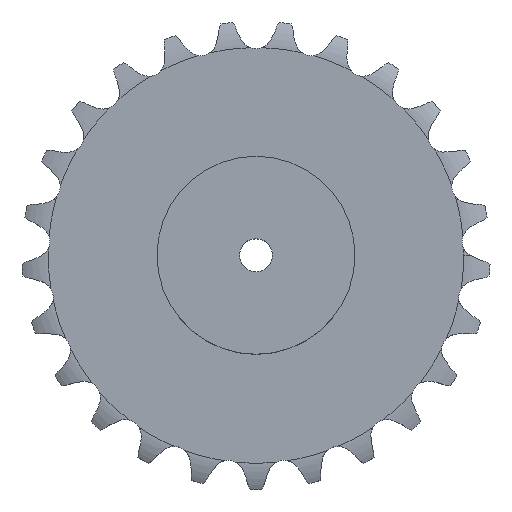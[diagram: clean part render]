
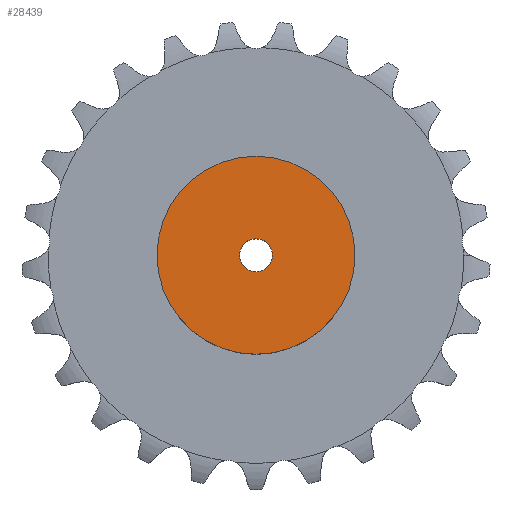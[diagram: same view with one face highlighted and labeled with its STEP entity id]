
A CAD part, top view. The second image highlights one B-rep face of the part: STEP entity #28439.
In plain terms, the highlighted planar face has unit normal (0, 0, 1).
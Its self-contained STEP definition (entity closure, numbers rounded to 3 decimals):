
#3465 = CYLINDRICAL_SURFACE('',#3466,90.);
#3466 = AXIS2_PLACEMENT_3D('',#3467,#3468,#3469);
#3467 = CARTESIAN_POINT('',(0.,0.,0.));
#3468 = DIRECTION('',(-0.,-0.,-1.));
#3469 = DIRECTION('',(1.,0.,0.));
#18328 = VERTEX_POINT('',#18329);
#18329 = CARTESIAN_POINT('',(90.,0.,90.));
#18350 = EDGE_CURVE('',#18328,#18328,#18351,.T.);
#18351 = SURFACE_CURVE('',#18352,(#18357,#18364),.PCURVE_S1.);
#18352 = CIRCLE('',#18353,90.);
#18353 = AXIS2_PLACEMENT_3D('',#18354,#18355,#18356);
#18354 = CARTESIAN_POINT('',(0.,0.,90.));
#18355 = DIRECTION('',(0.,0.,1.));
#18356 = DIRECTION('',(1.,0.,0.));
#18357 = PCURVE('',#3465,#18358);
#18358 = DEFINITIONAL_REPRESENTATION('',(#18359),#18363);
#18359 = LINE('',#18360,#18361);
#18360 = CARTESIAN_POINT('',(-0.,-90.));
#18361 = VECTOR('',#18362,1.);
#18362 = DIRECTION('',(-1.,0.));
#18363 = ( GEOMETRIC_REPRESENTATION_CONTEXT(2) 
PARAMETRIC_REPRESENTATION_CONTEXT() REPRESENTATION_CONTEXT('2D SPACE',''
  ) );
#18364 = PCURVE('',#18365,#18370);
#18365 = PLANE('',#18366);
#18366 = AXIS2_PLACEMENT_3D('',#18367,#18368,#18369);
#18367 = CARTESIAN_POINT('',(0.,0.,90.)
  );
#18368 = DIRECTION('',(0.,0.,1.));
#18369 = DIRECTION('',(1.,0.,0.));
#18370 = DEFINITIONAL_REPRESENTATION('',(#18371),#18375);
#18371 = CIRCLE('',#18372,90.);
#18372 = AXIS2_PLACEMENT_2D('',#18373,#18374);
#18373 = CARTESIAN_POINT('',(0.,0.));
#18374 = DIRECTION('',(1.,0.));
#18375 = ( GEOMETRIC_REPRESENTATION_CONTEXT(2) 
PARAMETRIC_REPRESENTATION_CONTEXT() REPRESENTATION_CONTEXT('2D SPACE',''
  ) );
#24370 = CYLINDRICAL_SURFACE('',#24371,15.);
#24371 = AXIS2_PLACEMENT_3D('',#24372,#24373,#24374);
#24372 = CARTESIAN_POINT('',(0.,0.,652.282));
#24373 = DIRECTION('',(0.,0.,1.));
#24374 = DIRECTION('',(1.,0.,0.));
#28439 = ADVANCED_FACE('',(#28440,#28443),#18365,.T.);
#28440 = FACE_BOUND('',#28441,.T.);
#28441 = EDGE_LOOP('',(#28442));
#28442 = ORIENTED_EDGE('',*,*,#18350,.T.);
#28443 = FACE_BOUND('',#28444,.T.);
#28444 = EDGE_LOOP('',(#28445));
#28445 = ORIENTED_EDGE('',*,*,#28446,.F.);
#28446 = EDGE_CURVE('',#28447,#28447,#28449,.T.);
#28447 = VERTEX_POINT('',#28448);
#28448 = CARTESIAN_POINT('',(15.,0.,90.));
#28449 = SURFACE_CURVE('',#28450,(#28455,#28462),.PCURVE_S1.);
#28450 = CIRCLE('',#28451,15.);
#28451 = AXIS2_PLACEMENT_3D('',#28452,#28453,#28454);
#28452 = CARTESIAN_POINT('',(0.,0.,90.));
#28453 = DIRECTION('',(0.,0.,1.));
#28454 = DIRECTION('',(1.,0.,0.));
#28455 = PCURVE('',#18365,#28456);
#28456 = DEFINITIONAL_REPRESENTATION('',(#28457),#28461);
#28457 = CIRCLE('',#28458,15.);
#28458 = AXIS2_PLACEMENT_2D('',#28459,#28460);
#28459 = CARTESIAN_POINT('',(0.,0.));
#28460 = DIRECTION('',(1.,0.));
#28461 = ( GEOMETRIC_REPRESENTATION_CONTEXT(2) 
PARAMETRIC_REPRESENTATION_CONTEXT() REPRESENTATION_CONTEXT('2D SPACE',''
  ) );
#28462 = PCURVE('',#24370,#28463);
#28463 = DEFINITIONAL_REPRESENTATION('',(#28464),#28468);
#28464 = LINE('',#28465,#28466);
#28465 = CARTESIAN_POINT('',(0.,-562.282));
#28466 = VECTOR('',#28467,1.);
#28467 = DIRECTION('',(1.,0.));
#28468 = ( GEOMETRIC_REPRESENTATION_CONTEXT(2) 
PARAMETRIC_REPRESENTATION_CONTEXT() REPRESENTATION_CONTEXT('2D SPACE',''
  ) );
